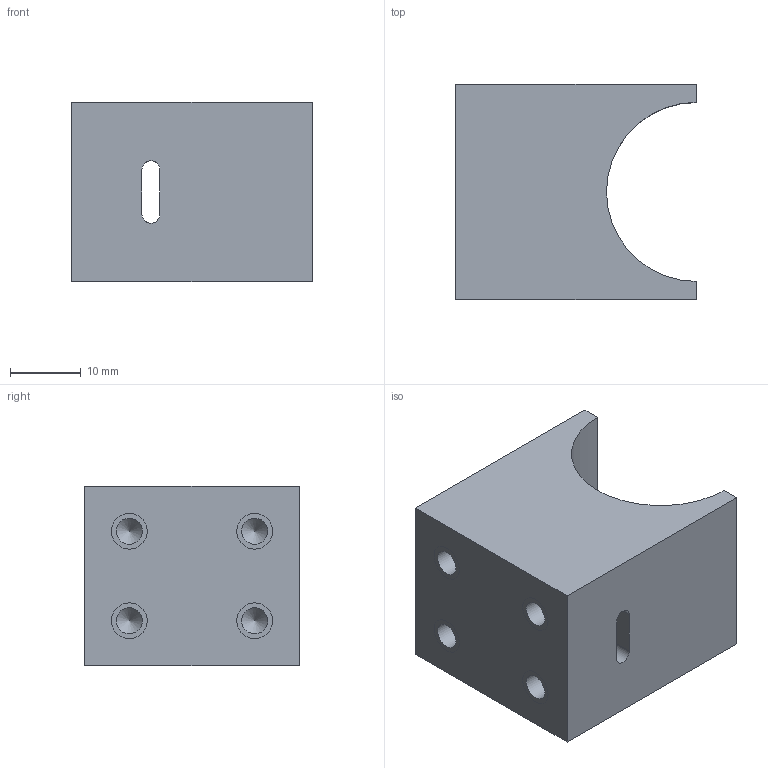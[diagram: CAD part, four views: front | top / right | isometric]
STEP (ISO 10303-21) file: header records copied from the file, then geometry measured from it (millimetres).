
FILE_DESCRIPTION(/* description */ (''),/* implementation_level */ '2;1');
FILE_NAME(/* name */ 'v6_MotorMount v6.step',/* time_stamp */ '2019-06-10T09:18:05-07:00',/* author */ (''),/* organization */ (''),/* preprocessor_version */ 'ST-DEVELOPER v18',/* originating_system */ 'Autodesk Translation Framework v8.2.0.1029',/* authorisation */ '');
FILE_SCHEMA (('AUTOMOTIVE_DESIGN { 1 0 10303 214 3 1 1 }'));
Length unit declared in the file: millimetre
Products named in the file (2): v6_MotorMount; MotorDriveHousingMk6 v11
Assembly tree (1 placements, depth 2):
  v6_MotorMount
    MotorDriveHousingMk6 v11
Bounding box: 34.06 x 30.48 x 25.4 mm (x, y, z)
Volume: 18706.4 mm3; surface area: 8036.7 mm2
Topology: 1 solids, 1 shells, 40 faces, 98 edges, 68 vertices
Faces by surface type: cylinder 19, plane 17, cone 4
Full cylindrical faces by diameter (mm): 3.683 x4, 5.08 x4, 5.083 x4
Entity records: 1500 total; most frequent: CARTESIAN_POINT 477, DIRECTION 198, ORIENTED_EDGE 188, EDGE_CURVE 94, AXIS2_PLACEMENT_3D 77, VERTEX_POINT 68, EDGE_LOOP 62, LINE 44
